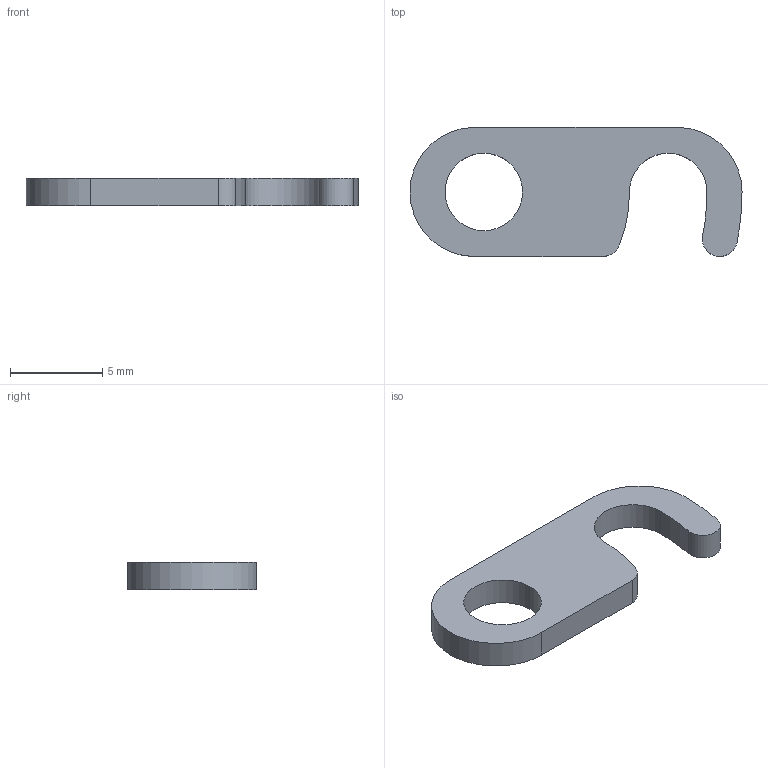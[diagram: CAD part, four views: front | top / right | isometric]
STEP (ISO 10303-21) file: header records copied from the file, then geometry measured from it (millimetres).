
FILE_DESCRIPTION(('CATIA V5R24 STEP','CAx-IF Rec.Pracs.--- Model Styling and Organization---1.2---2011-12-15'),'2;1');
FILE_NAME ('D1445743_0_0135900000_0135900000.stp','2016-07-08T06:24:32+00:00',('none'),('Weidmueller'),'CATIA Version 5-6 Release 2014 SP4','CATIA V5 STEP AP214','none');
FILE_SCHEMA(('AUTOMOTIVE_DESIGN { 1 0 10303 214 1 1 1 1 }'));
Length unit declared in the file: millimetre
Products named in the file (1): v5-standard_part
Bounding box: 18 x 7 x 1.5 mm (x, y, z)
Volume: 121.9 mm3; surface area: 262.2 mm2
Topology: 1 solids, 1 shells, 14 faces, 36 edges, 24 vertices
Faces by surface type: cylinder 10, plane 4
Entity records: 458 total; most frequent: CARTESIAN_POINT 77, ORIENTED_EDGE 72, DIRECTION 68, AXIS2_PLACEMENT_3D 37, EDGE_CURVE 36, VERTEX_POINT 24, CIRCLE 20, VECTOR 16
